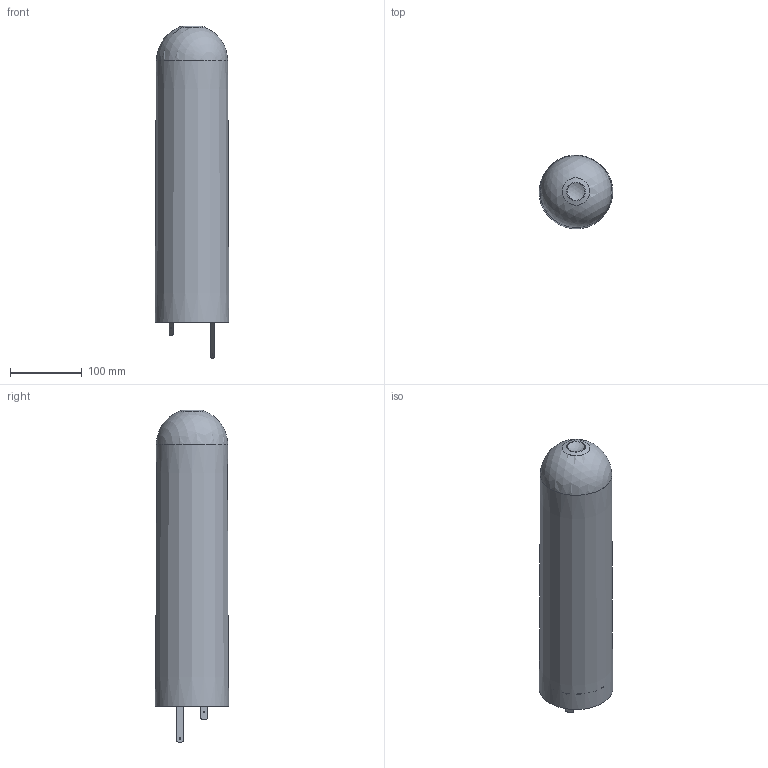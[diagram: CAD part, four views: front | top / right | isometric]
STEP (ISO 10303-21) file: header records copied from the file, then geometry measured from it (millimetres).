
FILE_DESCRIPTION(/* description */ (''),/* implementation_level */ '2;1');
FILE_NAME(/* name */ 'RGE_2CM_LEAD_TARGET.stp',/* time_stamp */ '2024-01-09T11:41:58-05:00',/* author */ (''),/* organization */ (''),/* preprocessor_version */ 'ST-DEVELOPER v16.7',/* originating_system */ 'SIEMENS PLM Software NX 12.0',/* authorisation */ '');
FILE_SCHEMA (('AP203_CONFIGURATION_CONTROLLED_3D_DESIGN_OF_MECHANICAL_PARTS_AND_ASSEMBLIES_MIM_LF { 1 0 10303 403 2 1 2}'));
Length unit declared in the file: millimetre
Products named in the file (1): JL0153663_-
Bounding box: 102.58 x 102.58 x 461.73 mm (x, y, z)
Volume: 227415.7 mm3; surface area: 324206.6 mm2
Topology: 19 solids, 19 shells, 587 faces, 1589 edges, 1055 vertices
Faces by surface type: cylinder 266, plane 223, bspline 64, cone 16, sphere 12, torus 6
Full cylindrical faces by diameter (mm): 1.6 x1, 3 x1, 4 x7, 5 x5, 5.2 x5, 10 x2, 12.25 x1, 15.5 x1, 17.4 x1, 23.3 x1, 23.64 x1, 25 x1, 38.1 x1, 45.3 x1, 48 x1, 50.5 x1, 53.5 x1, 99.276 x1
Entity records: 36628 total; most frequent: CARTESIAN_POINT 21726, ORIENTED_EDGE 3048, DIRECTION 2953, EDGE_CURVE 1524, AXIS2_PLACEMENT_3D 1083, VERTEX_POINT 1041, LINE 787, VECTOR 787
